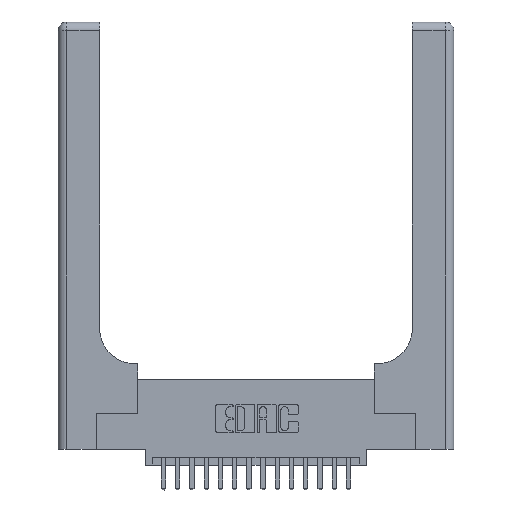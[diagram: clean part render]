
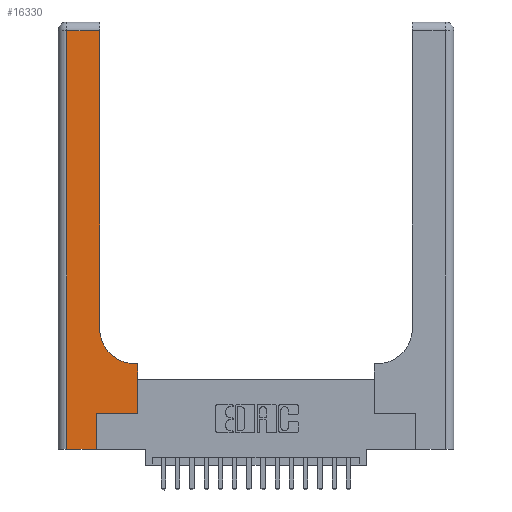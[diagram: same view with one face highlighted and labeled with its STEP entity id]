
A CAD part, top view. The second image highlights one B-rep face of the part: STEP entity #16330.
In plain terms, the highlighted planar face has unit normal (0, 0, 1).
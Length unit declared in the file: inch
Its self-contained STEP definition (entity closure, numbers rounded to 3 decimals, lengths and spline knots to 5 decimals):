
#1 = DIRECTION ( 'NONE',  ( 1., 0., 0. ) ) ;
#75 = PLANE ( 'NONE',  #16516 ) ;
#320 = VECTOR ( 'NONE', #14464, 39.37008 ) ;
#590 = CARTESIAN_POINT ( 'NONE',  ( 0.2915, 0.85, 0.37 ) ) ;
#976 = DIRECTION ( 'NONE',  ( 0., 1., 0. ) ) ;
#1019 = VERTEX_POINT ( 'NONE', #8599 ) ;
#1419 = DIRECTION ( 'NONE',  ( 0., 1., 0. ) ) ;
#1487 = CARTESIAN_POINT ( 'NONE',  ( 0.269, 0., 0.37 ) ) ;
#1848 = VECTOR ( 'NONE', #19157, 39.37008 ) ;
#2450 = DIRECTION ( 'NONE',  ( 0., 1., 0. ) ) ;
#3336 = VERTEX_POINT ( 'NONE', #6172 ) ;
#3429 = LINE ( 'NONE', #13286, #15114 ) ;
#3503 = LINE ( 'NONE', #5380, #16411 ) ;
#3591 = CARTESIAN_POINT ( 'NONE',  ( 0.2915, 0.6, 0.37 ) ) ;
#3640 = EDGE_CURVE ( 'NONE', #3336, #18678, #5272, .T. ) ;
#4437 = EDGE_CURVE ( 'NONE', #18678, #16020, #3503, .T. ) ;
#4623 = CARTESIAN_POINT ( 'NONE',  ( 0.5585, 0.6, 0.37 ) ) ;
#4969 = ORIENTED_EDGE ( 'NONE', *, *, #4437, .T. ) ;
#5210 = EDGE_CURVE ( 'NONE', #16020, #12714, #14663, .T. ) ;
#5272 = LINE ( 'NONE', #9646, #1848 ) ;
#5380 = CARTESIAN_POINT ( 'NONE',  ( 0., 0., 0.37 ) ) ;
#5448 = DIRECTION ( 'NONE',  ( 1., 0., 0. ) ) ;
#5557 = DIRECTION ( 'NONE',  ( 0., 0., -1. ) ) ;
#6005 = EDGE_CURVE ( 'NONE', #11176, #1019, #8575, .T. ) ;
#6010 = CARTESIAN_POINT ( 'NONE',  ( 0.269, 0.25, 0.37 ) ) ;
#6172 = CARTESIAN_POINT ( 'NONE',  ( 0.06, 2.94, 0.37 ) ) ;
#6244 = VECTOR ( 'NONE', #1, 39.37008 ) ;
#6424 = CARTESIAN_POINT ( 'NONE',  ( 0.2915, 2.94, 0.37 ) ) ;
#6591 = ORIENTED_EDGE ( 'NONE', *, *, #5210, .T. ) ;
#7127 = DIRECTION ( 'NONE',  ( 1., 0., 0. ) ) ;
#7206 = LINE ( 'NONE', #10307, #8390 ) ;
#8356 = VECTOR ( 'NONE', #1419, 39.37008 ) ;
#8390 = VECTOR ( 'NONE', #2450, 39.37008 ) ;
#8575 = LINE ( 'NONE', #3591, #320 ) ;
#8599 = CARTESIAN_POINT ( 'NONE',  ( 0.5415, 0.6, 0.37 ) ) ;
#8716 = FACE_OUTER_BOUND ( 'NONE', #10617, .T. ) ;
#9220 = ORIENTED_EDGE ( 'NONE', *, *, #10277, .T. ) ;
#9646 = CARTESIAN_POINT ( 'NONE',  ( 0.06, 3., 0.37 ) ) ;
#9890 = EDGE_CURVE ( 'NONE', #16928, #3336, #15452, .T. ) ;
#10069 = CARTESIAN_POINT ( 'NONE',  ( 0.06, 0., 0.37 ) ) ;
#10142 = CARTESIAN_POINT ( 'NONE',  ( 0.269, 0.25, 0.37 ) ) ;
#10277 = EDGE_CURVE ( 'NONE', #12007, #16928, #7206, .T. ) ;
#10307 = CARTESIAN_POINT ( 'NONE',  ( 0.2915, 3., 0.37 ) ) ;
#10478 = DIRECTION ( 'NONE',  ( -1., 0., 0. ) ) ;
#10617 = EDGE_LOOP ( 'NONE', ( #9220, #18255, #12980, #4969, #6591, #17963, #18779, #18723, #13143 ) ) ;
#10920 = CARTESIAN_POINT ( 'NONE',  ( 0., 3., 0.37 ) ) ;
#11149 = CARTESIAN_POINT ( 'NONE',  ( 0.5585, 0.25, 0.37 ) ) ;
#11176 = VERTEX_POINT ( 'NONE', #4623 ) ;
#12007 = VERTEX_POINT ( 'NONE', #590 ) ;
#12562 = EDGE_CURVE ( 'NONE', #12769, #11176, #3429, .T. ) ;
#12714 = VERTEX_POINT ( 'NONE', #10142 ) ;
#12769 = VERTEX_POINT ( 'NONE', #11149 ) ;
#12980 = ORIENTED_EDGE ( 'NONE', *, *, #3640, .T. ) ;
#13143 = ORIENTED_EDGE ( 'NONE', *, *, #14624, .T. ) ;
#13286 = CARTESIAN_POINT ( 'NONE',  ( 0.5585, 0.25, 0.37 ) ) ;
#13393 = CARTESIAN_POINT ( 'NONE',  ( 0., 2.94, 0.37 ) ) ;
#13480 = LINE ( 'NONE', #6010, #6244 ) ;
#13984 = VECTOR ( 'NONE', #10478, 39.37008 ) ;
#14464 = DIRECTION ( 'NONE',  ( -1., 0., 0. ) ) ;
#14624 = EDGE_CURVE ( 'NONE', #1019, #12007, #16992, .T. ) ;
#14663 = LINE ( 'NONE', #1487, #8356 ) ;
#15114 = VECTOR ( 'NONE', #976, 39.37008 ) ;
#15452 = LINE ( 'NONE', #13393, #13984 ) ;
#15484 = DIRECTION ( 'NONE',  ( 0., 0., -1. ) ) ;
#15627 = AXIS2_PLACEMENT_3D ( 'NONE', #19524, #5557, #7127 ) ;
#16020 = VERTEX_POINT ( 'NONE', #16486 ) ;
#16330 = ADVANCED_FACE ( 'NONE', ( #8716 ), #75, .F. ) ;
#16411 = VECTOR ( 'NONE', #5448, 39.37008 ) ;
#16486 = CARTESIAN_POINT ( 'NONE',  ( 0.269, 0., 0.37 ) ) ;
#16516 = AXIS2_PLACEMENT_3D ( 'NONE', #10920, #15484, #18797 ) ;
#16928 = VERTEX_POINT ( 'NONE', #6424 ) ;
#16992 = CIRCLE ( 'NONE', #15627, 0.25 ) ;
#17963 = ORIENTED_EDGE ( 'NONE', *, *, #18805, .T. ) ;
#18255 = ORIENTED_EDGE ( 'NONE', *, *, #9890, .T. ) ;
#18678 = VERTEX_POINT ( 'NONE', #10069 ) ;
#18723 = ORIENTED_EDGE ( 'NONE', *, *, #6005, .T. ) ;
#18779 = ORIENTED_EDGE ( 'NONE', *, *, #12562, .T. ) ;
#18797 = DIRECTION ( 'NONE',  ( -1., 0., 0. ) ) ;
#18805 = EDGE_CURVE ( 'NONE', #12714, #12769, #13480, .T. ) ;
#19157 = DIRECTION ( 'NONE',  ( 0., -1., 0. ) ) ;
#19524 = CARTESIAN_POINT ( 'NONE',  ( 0.5415, 0.85, 0.37 ) ) ;
